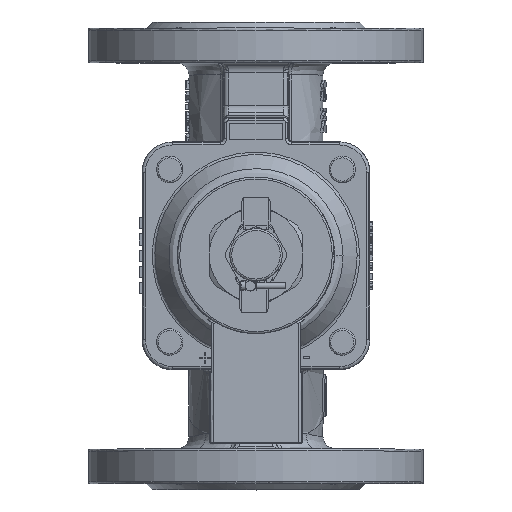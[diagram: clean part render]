
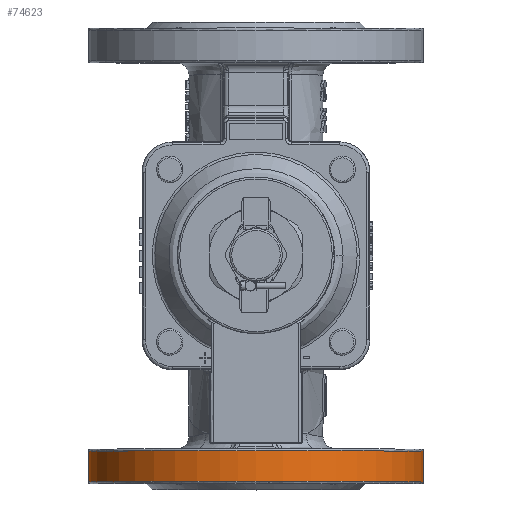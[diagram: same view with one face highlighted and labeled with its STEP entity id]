
A CAD part, top view. The second image highlights one B-rep face of the part: STEP entity #74623.
In plain terms, the highlighted free-form (B-spline) face has degree [2, 1] with [9, 2] control points.
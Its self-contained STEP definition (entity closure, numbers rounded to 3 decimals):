
#74474 = CARTESIAN_POINT ('', (0., -96., 82.5));
#74475 = VERTEX_POINT ('', #74474);
#74482 = CARTESIAN_POINT ('', (0., -96., 82.5));
#74483 = CARTESIAN_POINT ('', (82.5, -96., 82.5));
#74484 = CARTESIAN_POINT ('', (82.5, -96., 0.));
#74485 = CARTESIAN_POINT ('', (82.5, -96., -82.5));
#74486 = CARTESIAN_POINT ('', (0., -96., -82.5));
#74487 = CARTESIAN_POINT ('', (-82.5, -96., -82.5));
#74488 = CARTESIAN_POINT ('', (-82.5, -96., 0.));
#74489 = CARTESIAN_POINT ('', (-82.5, -96., 82.5));
#74490 = CARTESIAN_POINT ('', (0., -96., 82.5));
#74491 = (
   BOUNDED_CURVE ()
   B_SPLINE_CURVE (2, (#74482, #74483, #74484, #74485, #74486, #74487, #74488, #74489, #74490), .UNSPECIFIED., .T., .U.)
   B_SPLINE_CURVE_WITH_KNOTS ((3, 2, 2, 2, 3), (0., 90., 180., 270., 360.), .UNSPECIFIED.)
   CURVE ()
   GEOMETRIC_REPRESENTATION_ITEM ()
   RATIONAL_B_SPLINE_CURVE ((1., 0.707, 1., 0.707, 1., 0.707, 1., 0.707, 1.))
   REPRESENTATION_ITEM ('')
);
#74492 = EDGE_CURVE ('', #74475, #74475, #74491, .T.);
#74581 = CARTESIAN_POINT ('', (0., -111., 82.5));
#74582 = VERTEX_POINT ('', #74581);
#74583 = CARTESIAN_POINT ('', (0., -96., 82.5));
#74584 = CARTESIAN_POINT ('', (0., -111., 82.5));
#74585 = B_SPLINE_CURVE_WITH_KNOTS ('', 1, (#74583, #74584), .UNSPECIFIED., .F., .U., (2, 2), (0.083, 0.917), .UNSPECIFIED.);
#74586 = EDGE_CURVE ('', #74475, #74582, #74585, .T.);
#74587 = ORIENTED_EDGE ('', *, *, #74586, .T.);
#74588 = CARTESIAN_POINT ('', (0., -111., 82.5));
#74589 = CARTESIAN_POINT ('', (82.5, -111., 82.5));
#74590 = CARTESIAN_POINT ('', (82.5, -111., 0.));
#74591 = CARTESIAN_POINT ('', (82.5, -111., -82.5));
#74592 = CARTESIAN_POINT ('', (0., -111., -82.5));
#74593 = CARTESIAN_POINT ('', (-82.5, -111., -82.5));
#74594 = CARTESIAN_POINT ('', (-82.5, -111., 0.));
#74595 = CARTESIAN_POINT ('', (-82.5, -111., 82.5));
#74596 = CARTESIAN_POINT ('', (0., -111., 82.5));
#74597 = (
   BOUNDED_CURVE ()
   B_SPLINE_CURVE (2, (#74588, #74589, #74590, #74591, #74592, #74593, #74594, #74595, #74596), .UNSPECIFIED., .T., .U.)
   B_SPLINE_CURVE_WITH_KNOTS ((3, 2, 2, 2, 3), (0., 90., 180., 270., 360.), .UNSPECIFIED.)
   CURVE ()
   GEOMETRIC_REPRESENTATION_ITEM ()
   RATIONAL_B_SPLINE_CURVE ((1., 0.707, 1., 0.707, 1., 0.707, 1., 0.707, 1.))
   REPRESENTATION_ITEM ('')
);
#74598 = EDGE_CURVE ('', #74582, #74582, #74597, .T.);
#74599 = ORIENTED_EDGE ('', *, *, #74598, .T.);
#74600 = ORIENTED_EDGE ('', *, *, #74586, .F.);
#74601 = ORIENTED_EDGE ('', *, *, #74492, .F.);
#74602 = EDGE_LOOP ('', (#74587, #74599, #74600, #74601));
#74603 = FACE_OUTER_BOUND ('', #74602, .T.);
#74604 = CARTESIAN_POINT ('', (0., -112.501, 82.5));
#74605 = CARTESIAN_POINT ('', (0., -94.499, 82.5));
#74606 = CARTESIAN_POINT ('', (82.5, -112.501, 82.5));
#74607 = CARTESIAN_POINT ('', (82.5, -94.499, 82.5));
#74608 = CARTESIAN_POINT ('', (82.5, -112.501, 0.));
#74609 = CARTESIAN_POINT ('', (82.5, -94.499, 0.));
#74610 = CARTESIAN_POINT ('', (82.5, -112.501, -82.5));
#74611 = CARTESIAN_POINT ('', (82.5, -94.499, -82.5));
#74612 = CARTESIAN_POINT ('', (0., -112.501, -82.5));
#74613 = CARTESIAN_POINT ('', (0., -94.499, -82.5));
#74614 = CARTESIAN_POINT ('', (-82.5, -112.501, -82.5));
#74615 = CARTESIAN_POINT ('', (-82.5, -94.499, -82.5));
#74616 = CARTESIAN_POINT ('', (-82.5, -112.501, 0.));
#74617 = CARTESIAN_POINT ('', (-82.5, -94.499, 0.));
#74618 = CARTESIAN_POINT ('', (-82.5, -112.501, 82.5));
#74619 = CARTESIAN_POINT ('', (-82.5, -94.499, 82.5));
#74620 = CARTESIAN_POINT ('', (0., -112.501, 82.5));
#74621 = CARTESIAN_POINT ('', (0., -94.499, 82.5));
#74622 = (
   BOUNDED_SURFACE ()
   B_SPLINE_SURFACE (2, 1, ((#74604, #74605), (#74606, #74607), (#74608, #74609), (#74610, #74611), (#74612, #74613), (#74614, #74615), (#74616, #74617), (#74618, #74619), (#74620, #74621)), .UNSPECIFIED., .T., .F., .U.)
   B_SPLINE_SURFACE_WITH_KNOTS ((3, 2, 2, 2, 3), (2, 2), (0., 0.25, 0.5, 0.75, 1.), (0., 1.), .UNSPECIFIED.)
   SURFACE ()
   GEOMETRIC_REPRESENTATION_ITEM ()
   RATIONAL_B_SPLINE_SURFACE (((1., 1.), (0.707, 0.707), (1., 1.), (0.707, 0.707), (1., 1.), (0.707, 0.707), (1., 1.), (0.707, 0.707), (1., 1.)))
   REPRESENTATION_ITEM ('')
);
#74623 = ADVANCED_FACE ('', (#74603), #74622, .T.);
